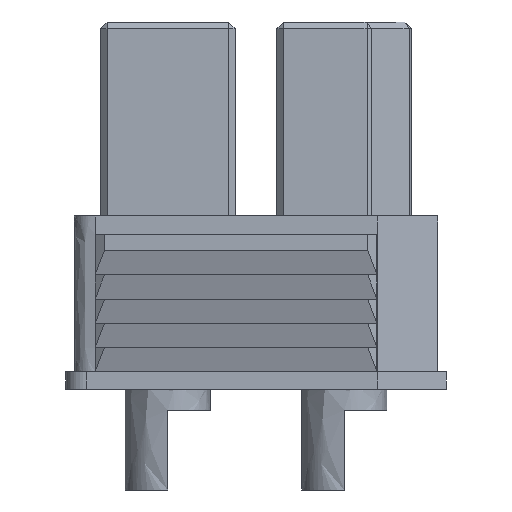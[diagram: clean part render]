
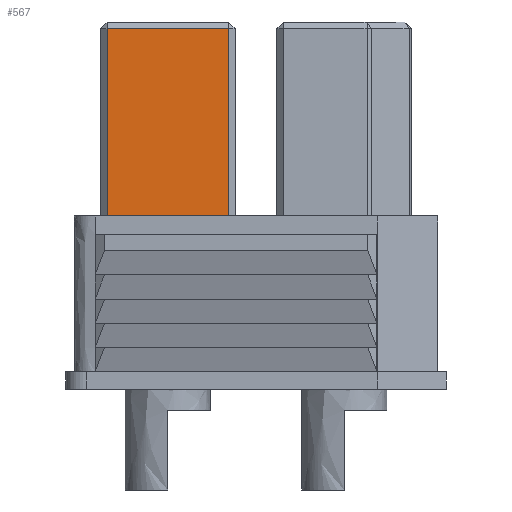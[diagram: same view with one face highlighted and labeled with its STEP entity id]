
A CAD part, left-side view. The second image highlights one B-rep face of the part: STEP entity #567.
In plain terms, the highlighted planar face has unit normal (-1, 0, 0).
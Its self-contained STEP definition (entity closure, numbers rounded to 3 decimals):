
#567=ADVANCED_FACE('',(#1707),#1708,.T.);
#1707=FACE_OUTER_BOUND('',#4284,.T.);
#1708=PLANE('',#4285);
#4284=EDGE_LOOP('',(#14443,#14444,#14445,#14446));
#4285=AXIS2_PLACEMENT_3D('',#14447,#14448,#14449);
#14443=ORIENTED_EDGE('',*,*,#19912,.T.);
#14444=ORIENTED_EDGE('',*,*,#19884,.T.);
#14445=ORIENTED_EDGE('',*,*,#19913,.T.);
#14446=ORIENTED_EDGE('',*,*,#19914,.F.);
#14447=CARTESIAN_POINT('',(124.154,187.206,4.5));
#14448=DIRECTION('',(-1.0,0.0,0.0));
#14449=DIRECTION('',(0.0,0.0,1.0));
#19884=EDGE_CURVE('',#22798,#22795,#22799,.T.);
#19912=EDGE_CURVE('',#22850,#22798,#22851,.T.);
#19913=EDGE_CURVE('',#22795,#22852,#22853,.T.);
#19914=EDGE_CURVE('',#22850,#22852,#22854,.T.);
#22795=VERTEX_POINT('',#28610);
#22798=VERTEX_POINT('',#28614);
#22799=B_SPLINE_CURVE_WITH_KNOTS('',1,(#28615,#28616),.UNSPECIFIED.,.F.,.F.,(2,2),(7.807,11.307),.UNSPECIFIED.);
#22850=VERTEX_POINT('',#28694);
#22851=B_SPLINE_CURVE_WITH_KNOTS('',1,(#28695,#28696),.UNSPECIFIED.,.F.,.F.,(2,2),(0.2,5.6),.UNSPECIFIED.);
#22852=VERTEX_POINT('',#28697);
#22853=B_SPLINE_CURVE_WITH_KNOTS('',1,(#28698,#28699),.UNSPECIFIED.,.F.,.F.,(2,2),(0.0,5.4),.UNSPECIFIED.);
#22854=B_SPLINE_CURVE_WITH_KNOTS('',1,(#28700,#28701),.UNSPECIFIED.,.F.,.F.,(2,2),(0.2,3.7),.UNSPECIFIED.);
#28610=CARTESIAN_POINT('',(124.154,183.506,4.5));
#28614=CARTESIAN_POINT('',(124.154,187.006,4.5));
#28615=CARTESIAN_POINT('',(124.154,187.006,4.5));
#28616=CARTESIAN_POINT('',(124.154,183.506,4.5));
#28694=CARTESIAN_POINT('',(124.154,187.006,9.9));
#28695=CARTESIAN_POINT('',(124.154,187.006,9.9));
#28696=CARTESIAN_POINT('',(124.154,187.006,4.5));
#28697=CARTESIAN_POINT('',(124.154,183.506,9.9));
#28698=CARTESIAN_POINT('',(124.154,183.506,4.5));
#28699=CARTESIAN_POINT('',(124.154,183.506,9.9));
#28700=CARTESIAN_POINT('',(124.154,187.006,9.9));
#28701=CARTESIAN_POINT('',(124.154,183.506,9.9));
